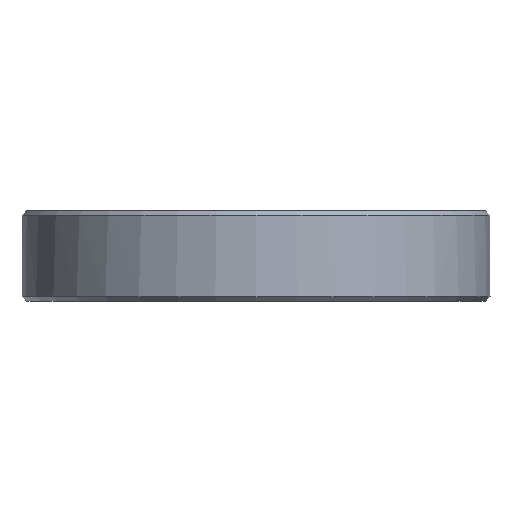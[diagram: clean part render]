
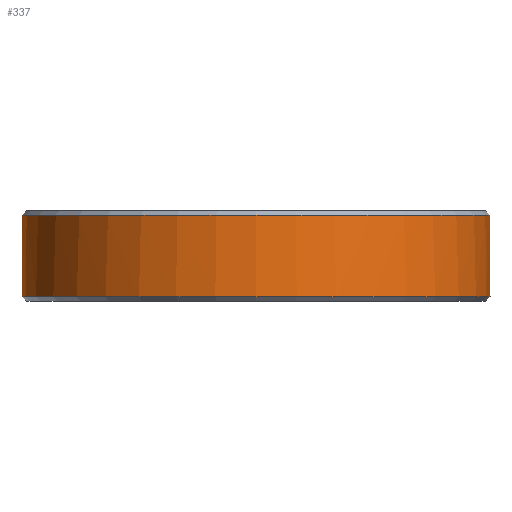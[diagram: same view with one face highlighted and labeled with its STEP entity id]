
A CAD part, front view. The second image highlights one B-rep face of the part: STEP entity #337.
In plain terms, the highlighted cylindrical face has radius 13.145 mm (diameter 26.289 mm), a full revolution.
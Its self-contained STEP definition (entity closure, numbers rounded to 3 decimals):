
#25=CYLINDRICAL_SURFACE('',#382,13.145);
#31=FACE_OUTER_BOUND('',#48,.T.);
#48=EDGE_LOOP('',(#245,#246,#247,#248,#249,#250,#251,#252,#253,#254,#255,
#256));
#72=LINE('',#554,#100);
#73=LINE('',#556,#101);
#74=LINE('',#560,#102);
#75=LINE('',#564,#103);
#76=LINE('',#567,#104);
#100=VECTOR('',#452,13.145);
#101=VECTOR('',#453,1000.);
#102=VECTOR('',#456,1000.);
#103=VECTOR('',#459,1000.);
#104=VECTOR('',#462,1000.);
#122=CIRCLE('',#371,13.145);
#125=CIRCLE('',#375,13.145);
#126=CIRCLE('',#376,13.145);
#131=CIRCLE('',#383,13.145);
#132=CIRCLE('',#384,13.145);
#133=CIRCLE('',#385,13.145);
#143=VERTEX_POINT('',#520);
#147=VERTEX_POINT('',#529);
#148=VERTEX_POINT('',#531);
#149=VERTEX_POINT('',#533);
#157=VERTEX_POINT('',#555);
#158=VERTEX_POINT('',#557);
#159=VERTEX_POINT('',#559);
#160=VERTEX_POINT('',#561);
#161=VERTEX_POINT('',#563);
#162=VERTEX_POINT('',#565);
#175=EDGE_CURVE('',#143,#143,#122,.T.);
#180=EDGE_CURVE('',#148,#147,#125,.T.);
#181=EDGE_CURVE('',#149,#148,#126,.T.);
#192=EDGE_CURVE('',#148,#143,#72,.T.);
#193=EDGE_CURVE('',#157,#147,#73,.T.);
#194=EDGE_CURVE('',#157,#158,#131,.T.);
#195=EDGE_CURVE('',#158,#159,#74,.T.);
#196=EDGE_CURVE('',#159,#160,#132,.T.);
#197=EDGE_CURVE('',#161,#160,#75,.T.);
#198=EDGE_CURVE('',#161,#162,#133,.T.);
#199=EDGE_CURVE('',#162,#149,#76,.T.);
#245=ORIENTED_EDGE('',*,*,#181,.T.);
#246=ORIENTED_EDGE('',*,*,#192,.T.);
#247=ORIENTED_EDGE('',*,*,#175,.T.);
#248=ORIENTED_EDGE('',*,*,#192,.F.);
#249=ORIENTED_EDGE('',*,*,#180,.T.);
#250=ORIENTED_EDGE('',*,*,#193,.F.);
#251=ORIENTED_EDGE('',*,*,#194,.T.);
#252=ORIENTED_EDGE('',*,*,#195,.T.);
#253=ORIENTED_EDGE('',*,*,#196,.T.);
#254=ORIENTED_EDGE('',*,*,#197,.F.);
#255=ORIENTED_EDGE('',*,*,#198,.T.);
#256=ORIENTED_EDGE('',*,*,#199,.T.);
#337=ADVANCED_FACE('',(#31),#25,.T.);
#371=AXIS2_PLACEMENT_3D('',#521,#420,#421);
#375=AXIS2_PLACEMENT_3D('',#532,#430,#431);
#376=AXIS2_PLACEMENT_3D('',#534,#432,#433);
#382=AXIS2_PLACEMENT_3D('',#553,#450,#451);
#383=AXIS2_PLACEMENT_3D('',#558,#454,#455);
#384=AXIS2_PLACEMENT_3D('',#562,#457,#458);
#385=AXIS2_PLACEMENT_3D('',#566,#460,#461);
#420=DIRECTION('center_axis',(0.,0.,1.));
#421=DIRECTION('ref_axis',(0.,-1.,0.));
#430=DIRECTION('center_axis',(0.,0.,-1.));
#431=DIRECTION('ref_axis',(0.,-1.,0.));
#432=DIRECTION('center_axis',(0.,0.,-1.));
#433=DIRECTION('ref_axis',(0.,-1.,0.));
#450=DIRECTION('center_axis',(0.,0.,1.));
#451=DIRECTION('ref_axis',(0.,1.,0.));
#452=DIRECTION('',(0.,0.,-1.));
#453=DIRECTION('',(0.,0.,1.));
#454=DIRECTION('center_axis',(0.,0.,-1.));
#455=DIRECTION('ref_axis',(0.,-1.,0.));
#456=DIRECTION('',(0.,0.,1.));
#457=DIRECTION('center_axis',(0.,0.,-1.));
#458=DIRECTION('ref_axis',(0.,-1.,0.));
#459=DIRECTION('',(0.,0.,1.));
#460=DIRECTION('center_axis',(0.,0.,-1.));
#461=DIRECTION('ref_axis',(0.,-1.,0.));
#462=DIRECTION('',(0.,0.,1.));
#520=CARTESIAN_POINT('',(0.,-13.145,-4.826));
#521=CARTESIAN_POINT('Origin',(0.,0.,-4.826));
#529=CARTESIAN_POINT('',(-13.139,-0.381,-0.254));
#531=CARTESIAN_POINT('',(0.,-13.145,-0.254));
#532=CARTESIAN_POINT('Origin',(0.,0.,-0.254));
#533=CARTESIAN_POINT('',(13.139,-0.381,-0.254));
#534=CARTESIAN_POINT('Origin',(0.,0.,-0.254));
#553=CARTESIAN_POINT('Origin',(0.,0.,-5.08));
#554=CARTESIAN_POINT('',(0.,-13.145,-5.08));
#555=CARTESIAN_POINT('',(-13.139,-0.381,-0.762));
#556=CARTESIAN_POINT('',(-13.139,-0.381,-0.762));
#557=CARTESIAN_POINT('',(-13.139,0.381,-0.762));
#558=CARTESIAN_POINT('Origin',(0.,0.,-0.762));
#559=CARTESIAN_POINT('',(-13.139,0.381,-0.254));
#560=CARTESIAN_POINT('',(-13.139,0.381,-0.762));
#561=CARTESIAN_POINT('',(13.139,0.381,-0.254));
#562=CARTESIAN_POINT('Origin',(0.,0.,-0.254));
#563=CARTESIAN_POINT('',(13.139,0.381,-0.762));
#564=CARTESIAN_POINT('',(13.139,0.381,-0.762));
#565=CARTESIAN_POINT('',(13.139,-0.381,-0.762));
#566=CARTESIAN_POINT('Origin',(0.,0.,-0.762));
#567=CARTESIAN_POINT('',(13.139,-0.381,-0.762));
